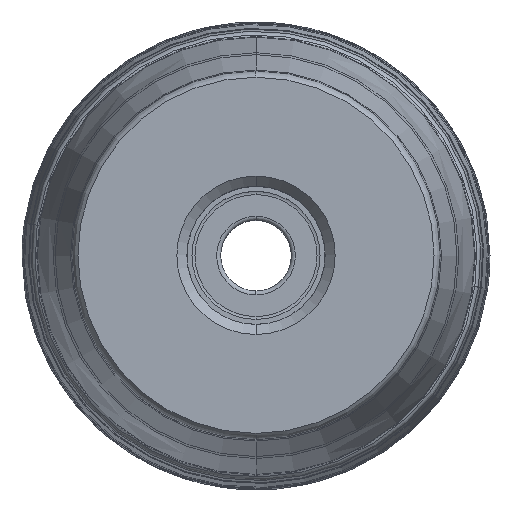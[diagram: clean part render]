
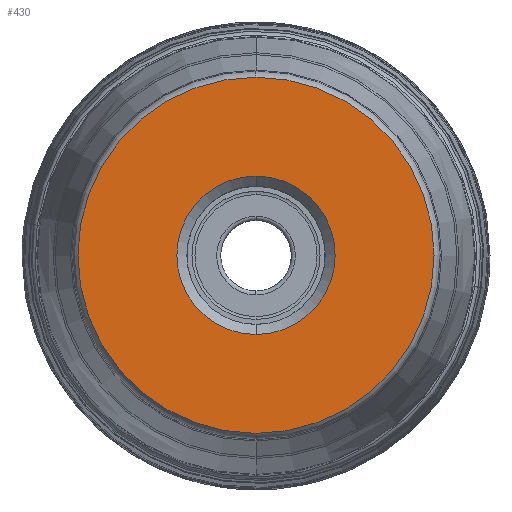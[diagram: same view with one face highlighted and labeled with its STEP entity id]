
A CAD part, top view. The second image highlights one B-rep face of the part: STEP entity #430.
In plain terms, the highlighted planar face has unit normal (0, 0, 1).
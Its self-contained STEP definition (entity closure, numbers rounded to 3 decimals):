
#173=PLANE('',#3935);
#185=FACE_BOUND('',#854,.T.);
#186=FACE_BOUND('',#855,.T.);
#430=ADVANCED_FACE('',(#185,#186),#173,.T.);
#854=EDGE_LOOP('',(#1614,#1615,#1616,#1617));
#855=EDGE_LOOP('',(#1618,#1619));
#1614=ORIENTED_EDGE('',*,*,#2436,.T.);
#1615=ORIENTED_EDGE('',*,*,#2437,.T.);
#1616=ORIENTED_EDGE('',*,*,#2438,.F.);
#1617=ORIENTED_EDGE('',*,*,#2439,.F.);
#1618=ORIENTED_EDGE('',*,*,#2433,.F.);
#1619=ORIENTED_EDGE('',*,*,#2435,.F.);
#2006=VERTEX_POINT('',#7784);
#2007=VERTEX_POINT('',#7786);
#2008=VERTEX_POINT('',#7792);
#2009=VERTEX_POINT('',#7793);
#2010=VERTEX_POINT('',#7795);
#2011=VERTEX_POINT('',#7797);
#2433=EDGE_CURVE('',#2006,#2007,#2959,.T.);
#2435=EDGE_CURVE('',#2007,#2006,#2960,.T.);
#2436=EDGE_CURVE('',#2008,#2009,#2961,.T.);
#2437=EDGE_CURVE('',#2009,#2010,#2962,.T.);
#2438=EDGE_CURVE('',#2011,#2010,#2963,.T.);
#2439=EDGE_CURVE('',#2008,#2011,#2964,.T.);
#2959=CIRCLE('',#3927,7.85);
#2960=CIRCLE('',#3929,7.85);
#2961=CIRCLE('',#3931,17.655);
#2962=CIRCLE('',#3932,17.655);
#2963=CIRCLE('',#3933,17.655);
#2964=CIRCLE('',#3934,17.655);
#3927=AXIS2_PLACEMENT_3D('',#7785,#4984,#4985);
#3929=AXIS2_PLACEMENT_3D('',#7789,#4989,#4990);
#3931=AXIS2_PLACEMENT_3D('',#7791,#4993,#4994);
#3932=AXIS2_PLACEMENT_3D('',#7794,#4995,#4996);
#3933=AXIS2_PLACEMENT_3D('',#7796,#4997,#4998);
#3934=AXIS2_PLACEMENT_3D('',#7798,#4999,#5000);
#3935=AXIS2_PLACEMENT_3D('',#7799,#5001,#5002);
#4984=DIRECTION('',(0.,0.,1.));
#4985=DIRECTION('',(0.,-1.,0.));
#4989=DIRECTION('',(0.,0.,1.));
#4990=DIRECTION('',(0.,1.,0.));
#4993=DIRECTION('',(0.,0.,1.));
#4994=DIRECTION('',(0.,-1.,0.));
#4995=DIRECTION('',(0.,0.,1.));
#4996=DIRECTION('',(0.,-1.,0.));
#4997=DIRECTION('',(0.,0.,-1.));
#4998=DIRECTION('',(0.,1.,0.));
#4999=DIRECTION('',(0.,0.,-1.));
#5000=DIRECTION('',(0.,1.,0.));
#5001=DIRECTION('',(0.,0.,1.));
#5002=DIRECTION('',(0.,-1.,0.));
#7784=CARTESIAN_POINT('',(0.,-7.85,0.));
#7785=CARTESIAN_POINT('',(0.,0.,0.));
#7786=CARTESIAN_POINT('',(0.,7.85,0.));
#7789=CARTESIAN_POINT('',(0.,0.,0.));
#7791=CARTESIAN_POINT('',(0.,0.,0.));
#7792=CARTESIAN_POINT('',(-0.016,17.655,0.));
#7793=CARTESIAN_POINT('',(0.,-17.655,0.));
#7794=CARTESIAN_POINT('',(0.,0.,0.));
#7795=CARTESIAN_POINT('',(0.016,-17.655,0.));
#7796=CARTESIAN_POINT('',(0.,0.,0.));
#7797=CARTESIAN_POINT('',(0.,17.655,0.));
#7798=CARTESIAN_POINT('',(0.,0.,0.));
#7799=CARTESIAN_POINT('',(0.,0.,0.));
